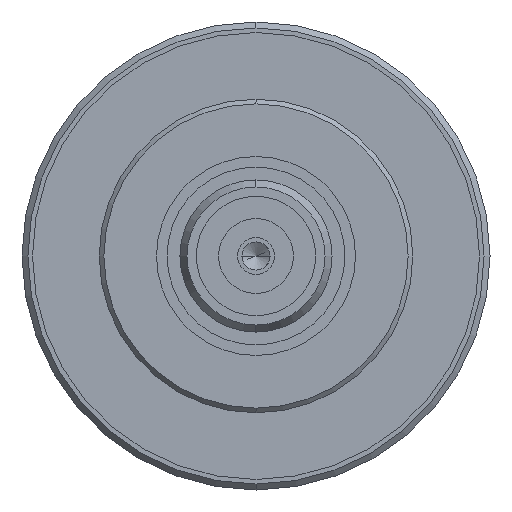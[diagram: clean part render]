
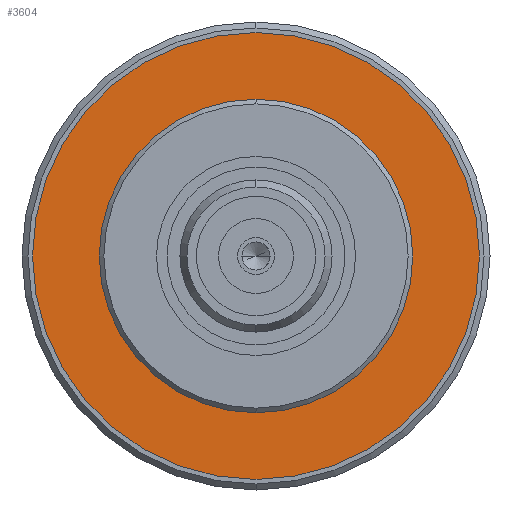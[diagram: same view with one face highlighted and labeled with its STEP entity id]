
A CAD part, left-side view. The second image highlights one B-rep face of the part: STEP entity #3604.
In plain terms, the highlighted planar face has unit normal (-1, 0, 0).
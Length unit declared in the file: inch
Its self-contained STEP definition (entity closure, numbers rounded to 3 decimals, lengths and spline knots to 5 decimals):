
#58 = DIRECTION ( 'NONE',  ( 1., 0., 0. ) ) ;
#96 = DIRECTION ( 'NONE',  ( 0., 0., -1. ) ) ;
#333 = VERTEX_POINT ( 'NONE', #2384 ) ;
#387 = AXIS2_PLACEMENT_3D ( 'NONE', #1958, #58, #2265 ) ;
#470 = AXIS2_PLACEMENT_3D ( 'NONE', #992, #3216, #1311 ) ;
#472 = DIRECTION ( 'NONE',  ( 1., 0., 0. ) ) ;
#519 = EDGE_CURVE ( 'NONE', #4104, #333, #2693, .T. ) ;
#780 = CARTESIAN_POINT ( 'NONE',  ( 0.12598, 0., -0.26378 ) ) ;
#910 = ORIENTED_EDGE ( 'NONE', *, *, #519, .F. ) ;
#917 = CIRCLE ( 'NONE', #1976, 0.26378 ) ;
#985 = AXIS2_PLACEMENT_3D ( 'NONE', #2883, #1935, #1627 ) ;
#992 = CARTESIAN_POINT ( 'NONE',  ( 0.12598, 0., 0. ) ) ;
#1023 = VERTEX_POINT ( 'NONE', #1970 ) ;
#1043 = EDGE_LOOP ( 'NONE', ( #4009, #1933 ) ) ;
#1134 = CIRCLE ( 'NONE', #4084, 0.37598 ) ;
#1308 = PLANE ( 'NONE',  #985 ) ;
#1311 = DIRECTION ( 'NONE',  ( 0., 0., -1. ) ) ;
#1347 = VERTEX_POINT ( 'NONE', #780 ) ;
#1627 = DIRECTION ( 'NONE',  ( 0., 0., -1. ) ) ;
#1908 = EDGE_LOOP ( 'NONE', ( #2682, #910 ) ) ;
#1933 = ORIENTED_EDGE ( 'NONE', *, *, #2821, .T. ) ;
#1935 = DIRECTION ( 'NONE',  ( 1., 0., 0. ) ) ;
#1958 = CARTESIAN_POINT ( 'NONE',  ( 0.12598, 0., 0. ) ) ;
#1970 = CARTESIAN_POINT ( 'NONE',  ( 0.12598, 0., 0.26378 ) ) ;
#1976 = AXIS2_PLACEMENT_3D ( 'NONE', #3872, #1989, #96 ) ;
#1989 = DIRECTION ( 'NONE',  ( 1., 0., 0. ) ) ;
#1999 = EDGE_CURVE ( 'NONE', #1023, #1347, #917, .T. ) ;
#2081 = EDGE_CURVE ( 'NONE', #333, #4104, #1134, .T. ) ;
#2265 = DIRECTION ( 'NONE',  ( 0., 0., -1. ) ) ;
#2355 = CARTESIAN_POINT ( 'NONE',  ( 0.12598, 0., 0. ) ) ;
#2384 = CARTESIAN_POINT ( 'NONE',  ( 0.12598, 0., 0.37598 ) ) ;
#2531 = CARTESIAN_POINT ( 'NONE',  ( 0.12598, 0., -0.37598 ) ) ;
#2654 = CIRCLE ( 'NONE', #387, 0.26378 ) ;
#2681 = DIRECTION ( 'NONE',  ( 0., 0., -1. ) ) ;
#2682 = ORIENTED_EDGE ( 'NONE', *, *, #2081, .F. ) ;
#2693 = CIRCLE ( 'NONE', #470, 0.37598 ) ;
#2743 = FACE_OUTER_BOUND ( 'NONE', #1908, .T. ) ;
#2821 = EDGE_CURVE ( 'NONE', #1347, #1023, #2654, .T. ) ;
#2883 = CARTESIAN_POINT ( 'NONE',  ( 0.12598, 0., 0. ) ) ;
#3216 = DIRECTION ( 'NONE',  ( 1., 0., 0. ) ) ;
#3604 = ADVANCED_FACE ( 'NONE', ( #2743, #4069 ), #1308, .F. ) ;
#3872 = CARTESIAN_POINT ( 'NONE',  ( 0.12598, 0., 0. ) ) ;
#4009 = ORIENTED_EDGE ( 'NONE', *, *, #1999, .T. ) ;
#4069 = FACE_BOUND ( 'NONE', #1043, .T. ) ;
#4084 = AXIS2_PLACEMENT_3D ( 'NONE', #2355, #472, #2681 ) ;
#4104 = VERTEX_POINT ( 'NONE', #2531 ) ;
